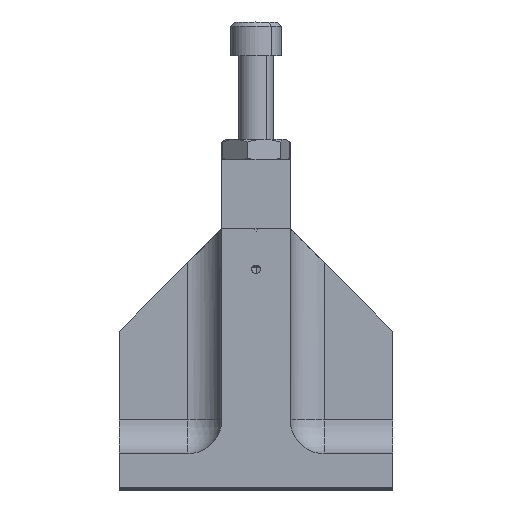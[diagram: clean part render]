
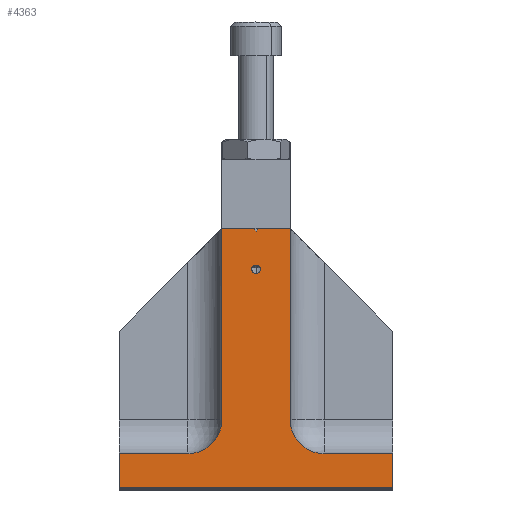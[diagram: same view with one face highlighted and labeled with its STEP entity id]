
A CAD part, top view. The second image highlights one B-rep face of the part: STEP entity #4363.
In plain terms, the highlighted planar face has unit normal (0, 0, 1).
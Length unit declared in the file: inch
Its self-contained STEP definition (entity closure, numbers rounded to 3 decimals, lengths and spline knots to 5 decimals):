
#822 = VERTEX_POINT ( 'NONE', #1551 ) ;
#825 = VERTEX_POINT ( 'NONE', #1545 ) ;
#917 = EDGE_CURVE ( 'NONE', #825, #822, #1813, .T. ) ;
#969 = VERTEX_POINT ( 'NONE', #1708 ) ;
#997 = VERTEX_POINT ( 'NONE', #2069 ) ;
#1018 = EDGE_CURVE ( 'NONE', #1019, #1020, #1937, .T. ) ;
#1019 = VERTEX_POINT ( 'NONE', #1930 ) ;
#1020 = VERTEX_POINT ( 'NONE', #1929 ) ;
#1041 = EDGE_CURVE ( 'NONE', #1042, #969, #1893, .T. ) ;
#1042 = VERTEX_POINT ( 'NONE', #1858 ) ;
#1545 = CARTESIAN_POINT ( 'NONE',  ( -0.03125, 1.6, 0.75 ) ) ;
#1551 = CARTESIAN_POINT ( 'NONE',  ( 0.03125, 1.6, 0.75 ) ) ;
#1708 = CARTESIAN_POINT ( 'NONE',  ( -0.25, 0.5, 0.75 ) ) ;
#1810 = DIRECTION ( 'NONE',  ( 1., 0., 0. ) ) ;
#1811 = DIRECTION ( 'NONE',  ( 0., 0., 1. ) ) ;
#1812 = AXIS2_PLACEMENT_3D ( 'NONE', #1819, #1811, #1810 ) ;
#1813 = CIRCLE ( 'NONE', #1812, 0.03125 ) ;
#1819 = CARTESIAN_POINT ( 'NONE',  ( 0., 1.6, 0.75 ) ) ;
#1830 = LINE ( 'NONE', #2047, #2046 ) ;
#1858 = CARTESIAN_POINT ( 'NONE',  ( -0.25, 1.9, 0.75 ) ) ;
#1859 = DIRECTION ( 'NONE',  ( 0., -1., 0. ) ) ;
#1891 = VECTOR ( 'NONE', #1859, 39.37008 ) ;
#1892 = CARTESIAN_POINT ( 'NONE',  ( -0.25, 0.25, 0.75 ) ) ;
#1893 = LINE ( 'NONE', #1892, #1891 ) ;
#1929 = CARTESIAN_POINT ( 'NONE',  ( 1., 0., 0.75 ) ) ;
#1930 = CARTESIAN_POINT ( 'NONE',  ( -1., 0., 0.75 ) ) ;
#1931 = DIRECTION ( 'NONE',  ( 1., 0., 0. ) ) ;
#1932 = VECTOR ( 'NONE', #1931, 39.37008 ) ;
#1933 = CARTESIAN_POINT ( 'NONE',  ( 1., 0., 0.75 ) ) ;
#1937 = LINE ( 'NONE', #1933, #1932 ) ;
#1985 = CARTESIAN_POINT ( 'NONE',  ( -0.02, 1.9, 0.75 ) ) ;
#1986 = DIRECTION ( 'NONE',  ( -1., 0., 0. ) ) ;
#1987 = VECTOR ( 'NONE', #1986, 39.37008 ) ;
#1993 = CARTESIAN_POINT ( 'NONE',  ( -1., 0.25, 0.75 ) ) ;
#1994 = DIRECTION ( 'NONE',  ( 0., -1., 0. ) ) ;
#1995 = VECTOR ( 'NONE', #1994, 39.37008 ) ;
#1996 = CARTESIAN_POINT ( 'NONE',  ( -1., 0., 0.75 ) ) ;
#1997 = LINE ( 'NONE', #1996, #1995 ) ;
#2019 = CARTESIAN_POINT ( 'NONE',  ( -0.25, 1.9, 0.75 ) ) ;
#2020 = LINE ( 'NONE', #2019, #1987 ) ;
#2044 = CARTESIAN_POINT ( 'NONE',  ( 0.25, 0.5, 0.75 ) ) ;
#2045 = DIRECTION ( 'NONE',  ( 0., 1., 0. ) ) ;
#2046 = VECTOR ( 'NONE', #2045, 39.37008 ) ;
#2047 = CARTESIAN_POINT ( 'NONE',  ( 0.25, 0.25, 0.75 ) ) ;
#2069 = CARTESIAN_POINT ( 'NONE',  ( 0.25, 1.9, 0.75 ) ) ;
#2182 = DIRECTION ( 'NONE',  ( -1., 0., 0. ) ) ;
#2183 = DIRECTION ( 'NONE',  ( 0., 0., -1. ) ) ;
#2184 = CARTESIAN_POINT ( 'NONE',  ( -0.5, 0.5, 0.75 ) ) ;
#2185 = AXIS2_PLACEMENT_3D ( 'NONE', #2184, #2183, #2182 ) ;
#2186 = CIRCLE ( 'NONE', #2185, 0.25 ) ;
#2187 = DIRECTION ( 'NONE',  ( 0.707, -0.707, 0. ) ) ;
#2188 = VECTOR ( 'NONE', #2187, 39.37008 ) ;
#2189 = CARTESIAN_POINT ( 'NONE',  ( -0.02, 1.9, 0.75 ) ) ;
#2190 = LINE ( 'NONE', #2189, #2188 ) ;
#2200 = CARTESIAN_POINT ( 'NONE',  ( 0., 1.88, 0.75 ) ) ;
#2201 = DIRECTION ( 'NONE',  ( 0.707, 0.707, 0. ) ) ;
#2202 = VECTOR ( 'NONE', #2201, 39.37008 ) ;
#2203 = CARTESIAN_POINT ( 'NONE',  ( 0.02, 1.9, 0.75 ) ) ;
#2204 = LINE ( 'NONE', #2203, #2202 ) ;
#2205 = DIRECTION ( 'NONE',  ( 1., 0., 0. ) ) ;
#2206 = DIRECTION ( 'NONE',  ( 0., 0., 1. ) ) ;
#2207 = CARTESIAN_POINT ( 'NONE',  ( 0., 1.6, 0.75 ) ) ;
#2208 = AXIS2_PLACEMENT_3D ( 'NONE', #2207, #2206, #2205 ) ;
#2209 = CIRCLE ( 'NONE', #2208, 0.03125 ) ;
#2269 = DIRECTION ( 'NONE',  ( -1., 0., 0. ) ) ;
#2270 = DIRECTION ( 'NONE',  ( 0., 0., -1. ) ) ;
#2271 = CARTESIAN_POINT ( 'NONE',  ( 0.5, 0.5, 0.75 ) ) ;
#2272 = AXIS2_PLACEMENT_3D ( 'NONE', #2271, #2270, #2269 ) ;
#2273 = CIRCLE ( 'NONE', #2272, 0.25 ) ;
#2281 = DIRECTION ( 'NONE',  ( -1., 0., 0. ) ) ;
#2282 = VECTOR ( 'NONE', #2281, 39.37008 ) ;
#2283 = CARTESIAN_POINT ( 'NONE',  ( -1., 0.25, 0.75 ) ) ;
#2284 = LINE ( 'NONE', #2283, #2282 ) ;
#2626 = DIRECTION ( 'NONE',  ( -1., 0., 0. ) ) ;
#2627 = DIRECTION ( 'NONE',  ( 0., 0., -1. ) ) ;
#2658 = PLANE ( 'NONE',  #2660 ) ;
#2659 = CARTESIAN_POINT ( 'NONE',  ( -0.25, 1.9, 0.75 ) ) ;
#2660 = AXIS2_PLACEMENT_3D ( 'NONE', #2659, #2627, #2626 ) ;
#2661 = FACE_OUTER_BOUND ( 'NONE', #4138, .T. ) ;
#2662 = FACE_BOUND ( 'NONE', #4103, .T. ) ;
#2903 = DIRECTION ( 'NONE',  ( 0., 1., 0. ) ) ;
#2904 = VECTOR ( 'NONE', #2903, 39.37008 ) ;
#2905 = CARTESIAN_POINT ( 'NONE',  ( 1., 0., 0.75 ) ) ;
#2906 = LINE ( 'NONE', #2905, #2904 ) ;
#2912 = CARTESIAN_POINT ( 'NONE',  ( -0.5, 0.25, 0.75 ) ) ;
#2970 = CARTESIAN_POINT ( 'NONE',  ( 1., 0.25, 0.75 ) ) ;
#2971 = VECTOR ( 'NONE', #3108, 39.37008 ) ;
#3013 = DIRECTION ( 'NONE',  ( -1., 0., 0. ) ) ;
#3014 = VECTOR ( 'NONE', #3013, 39.37008 ) ;
#3015 = CARTESIAN_POINT ( 'NONE',  ( -0.25, 1.9, 0.75 ) ) ;
#3016 = LINE ( 'NONE', #3015, #3014 ) ;
#3017 = CARTESIAN_POINT ( 'NONE',  ( 0.02, 1.9, 0.75 ) ) ;
#3065 = LINE ( 'NONE', #3109, #2971 ) ;
#3107 = CARTESIAN_POINT ( 'NONE',  ( 0.5, 0.25, 0.75 ) ) ;
#3108 = DIRECTION ( 'NONE',  ( -1., 0., 0. ) ) ;
#3109 = CARTESIAN_POINT ( 'NONE',  ( 1., 0.25, 0.75 ) ) ;
#4018 = EDGE_CURVE ( 'NONE', #4019, #997, #1830, .T. ) ;
#4019 = VERTEX_POINT ( 'NONE', #2044 ) ;
#4022 = ORIENTED_EDGE ( 'NONE', *, *, #5067, .T. ) ;
#4037 = EDGE_CURVE ( 'NONE', #4038, #1042, #2020, .T. ) ;
#4038 = VERTEX_POINT ( 'NONE', #1985 ) ;
#4070 = EDGE_CURVE ( 'NONE', #4071, #1019, #1997, .T. ) ;
#4071 = VERTEX_POINT ( 'NONE', #1993 ) ;
#4103 = EDGE_LOOP ( 'NONE', ( #4364, #4137 ) ) ;
#4106 = EDGE_CURVE ( 'NONE', #5058, #4071, #2284, .T. ) ;
#4107 = ORIENTED_EDGE ( 'NONE', *, *, #4108, .F. ) ;
#4108 = EDGE_CURVE ( 'NONE', #4038, #4142, #2190, .T. ) ;
#4109 = ORIENTED_EDGE ( 'NONE', *, *, #4037, .T. ) ;
#4110 = ORIENTED_EDGE ( 'NONE', *, *, #1041, .T. ) ;
#4111 = ORIENTED_EDGE ( 'NONE', *, *, #4112, .T. ) ;
#4112 = EDGE_CURVE ( 'NONE', #969, #5058, #2186, .T. ) ;
#4113 = ORIENTED_EDGE ( 'NONE', *, *, #1018, .T. ) ;
#4114 = ORIENTED_EDGE ( 'NONE', *, *, #5045, .T. ) ;
#4131 = ORIENTED_EDGE ( 'NONE', *, *, #4106, .T. ) ;
#4132 = ORIENTED_EDGE ( 'NONE', *, *, #4070, .T. ) ;
#4136 = EDGE_CURVE ( 'NONE', #822, #825, #2209, .T. ) ;
#4137 = ORIENTED_EDGE ( 'NONE', *, *, #917, .F. ) ;
#4138 = EDGE_LOOP ( 'NONE', ( #4139, #4140, #4107, #4109, #4110, #4111, #4131, #4132, #4113, #4114, #4022, #4151, #4153 ) ) ;
#4139 = ORIENTED_EDGE ( 'NONE', *, *, #5079, .T. ) ;
#4140 = ORIENTED_EDGE ( 'NONE', *, *, #4141, .F. ) ;
#4141 = EDGE_CURVE ( 'NONE', #4142, #5077, #2204, .T. ) ;
#4142 = VERTEX_POINT ( 'NONE', #2200 ) ;
#4151 = ORIENTED_EDGE ( 'NONE', *, *, #4152, .T. ) ;
#4152 = EDGE_CURVE ( 'NONE', #5065, #4019, #2273, .T. ) ;
#4153 = ORIENTED_EDGE ( 'NONE', *, *, #4018, .T. ) ;
#4363 = ADVANCED_FACE ( 'NONE', ( #2662, #2661 ), #2658, .F. ) ;
#4364 = ORIENTED_EDGE ( 'NONE', *, *, #4136, .F. ) ;
#5045 = EDGE_CURVE ( 'NONE', #1020, #5068, #2906, .T. ) ;
#5058 = VERTEX_POINT ( 'NONE', #2912 ) ;
#5065 = VERTEX_POINT ( 'NONE', #3107 ) ;
#5067 = EDGE_CURVE ( 'NONE', #5068, #5065, #3065, .T. ) ;
#5068 = VERTEX_POINT ( 'NONE', #2970 ) ;
#5077 = VERTEX_POINT ( 'NONE', #3017 ) ;
#5079 = EDGE_CURVE ( 'NONE', #997, #5077, #3016, .T. ) ;
